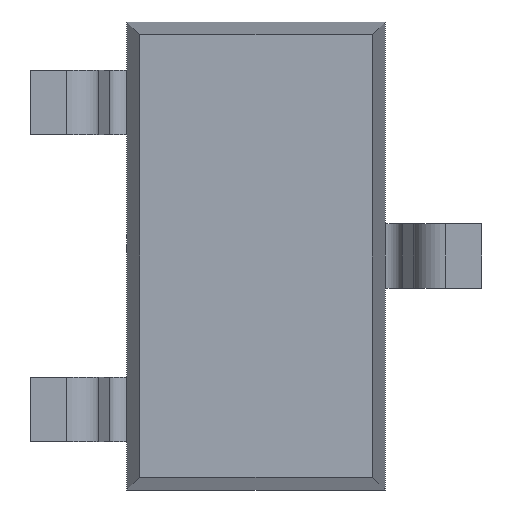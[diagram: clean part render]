
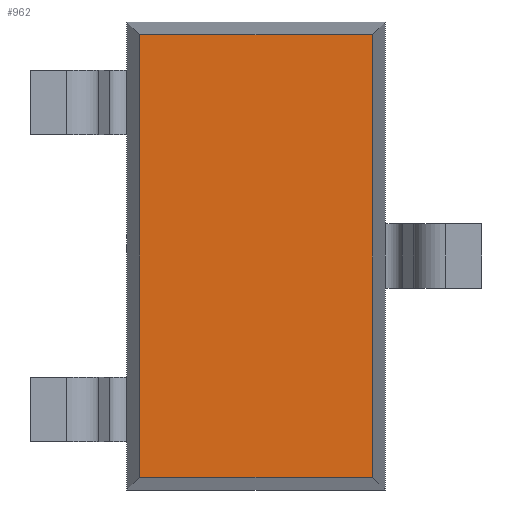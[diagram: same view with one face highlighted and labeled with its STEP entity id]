
A CAD part, front view. The second image highlights one B-rep face of the part: STEP entity #962.
In plain terms, the highlighted planar face has unit normal (0, -1, 0).
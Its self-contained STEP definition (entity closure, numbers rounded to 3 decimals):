
#25 = LINE ( 'NONE', #670, #393 ) ;
#45 = CARTESIAN_POINT ( 'NONE',  ( 0.72, 0.1, 1.37 ) ) ;
#138 = EDGE_CURVE ( 'NONE', #1165, #505, #25, .T. ) ;
#181 = CARTESIAN_POINT ( 'NONE',  ( -0.8, 0.1, -1.37 ) ) ;
#236 = EDGE_LOOP ( 'NONE', ( #875, #1298, #820, #1117 ) ) ;
#373 = DIRECTION ( 'NONE',  ( 0., 1., 0. ) ) ;
#393 = VECTOR ( 'NONE', #660, 1000. ) ;
#402 = LINE ( 'NONE', #711, #1130 ) ;
#457 = VECTOR ( 'NONE', #490, 1000. ) ;
#490 = DIRECTION ( 'NONE',  ( 0., 0., -1. ) ) ;
#493 = CARTESIAN_POINT ( 'NONE',  ( 0., 0.1, 0. ) ) ;
#505 = VERTEX_POINT ( 'NONE', #45 ) ;
#551 = CARTESIAN_POINT ( 'NONE',  ( -0.72, 0.1, -1.37 ) ) ;
#617 = DIRECTION ( 'NONE',  ( 1., 0., 0. ) ) ;
#641 = LINE ( 'NONE', #181, #1062 ) ;
#660 = DIRECTION ( 'NONE',  ( 0., 0., 1. ) ) ;
#670 = CARTESIAN_POINT ( 'NONE',  ( 0.72, 0.1, 1.45 ) ) ;
#702 = DIRECTION ( 'NONE',  ( 0., 0., 1. ) ) ;
#711 = CARTESIAN_POINT ( 'NONE',  ( -0.8, 0.1, 1.37 ) ) ;
#745 = VERTEX_POINT ( 'NONE', #861 ) ;
#820 = ORIENTED_EDGE ( 'NONE', *, *, #1044, .T. ) ;
#861 = CARTESIAN_POINT ( 'NONE',  ( -0.72, 0.1, 1.37 ) ) ;
#862 = FACE_OUTER_BOUND ( 'NONE', #236, .T. ) ;
#875 = ORIENTED_EDGE ( 'NONE', *, *, #138, .T. ) ;
#913 = CARTESIAN_POINT ( 'NONE',  ( -0.72, 0.1, 1.45 ) ) ;
#952 = EDGE_CURVE ( 'NONE', #505, #745, #402, .T. ) ;
#962 = ADVANCED_FACE ( 'NONE', ( #862 ), #1357, .F. ) ;
#1044 = EDGE_CURVE ( 'NONE', #745, #1409, #1369, .T. ) ;
#1062 = VECTOR ( 'NONE', #617, 1000. ) ;
#1117 = ORIENTED_EDGE ( 'NONE', *, *, #1208, .T. ) ;
#1130 = VECTOR ( 'NONE', #1143, 1000. ) ;
#1143 = DIRECTION ( 'NONE',  ( -1., 0., 0. ) ) ;
#1165 = VERTEX_POINT ( 'NONE', #1366 ) ;
#1208 = EDGE_CURVE ( 'NONE', #1409, #1165, #641, .T. ) ;
#1298 = ORIENTED_EDGE ( 'NONE', *, *, #952, .T. ) ;
#1357 = PLANE ( 'NONE',  #1392 ) ;
#1366 = CARTESIAN_POINT ( 'NONE',  ( 0.72, 0.1, -1.37 ) ) ;
#1369 = LINE ( 'NONE', #913, #457 ) ;
#1392 = AXIS2_PLACEMENT_3D ( 'NONE', #493, #373, #702 ) ;
#1409 = VERTEX_POINT ( 'NONE', #551 ) ;
